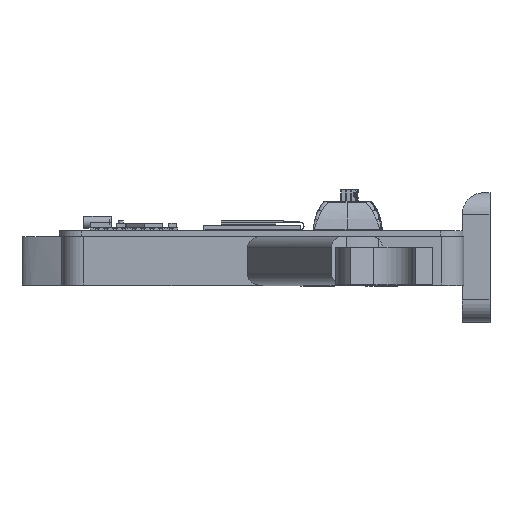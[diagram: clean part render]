
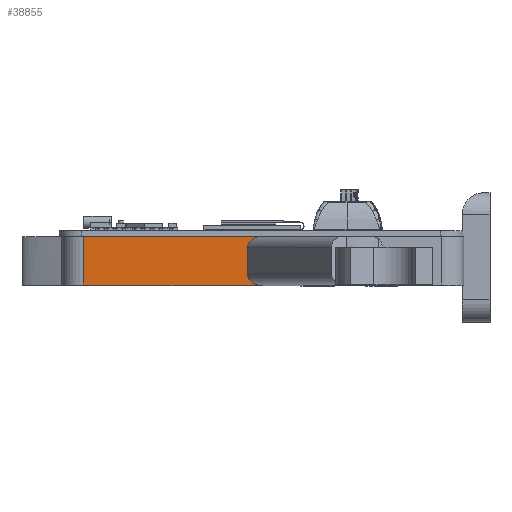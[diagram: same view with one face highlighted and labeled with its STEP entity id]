
A CAD part, top view. The second image highlights one B-rep face of the part: STEP entity #38855.
In plain terms, the highlighted planar face has unit normal (0, 0, 1).
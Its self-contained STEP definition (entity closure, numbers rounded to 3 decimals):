
#293=ELLIPSE('',#43047,3.483,3.);
#295=ELLIPSE('',#43050,3.483,3.);
#2577=PLANE('',#43103);
#4841=FACE_OUTER_BOUND('',#7356,.T.);
#7356=EDGE_LOOP('',(#35481,#35482,#35483,#35484,#35485,#35486));
#10539=LINE('',#74479,#13814);
#10558=LINE('',#74595,#13833);
#10584=LINE('',#74673,#13859);
#10622=LINE('',#74798,#13897);
#13814=VECTOR('',#54037,10.);
#13833=VECTOR('',#54106,10.);
#13859=VECTOR('',#54148,10.);
#13897=VECTOR('',#54272,10.);
#18947=VERTEX_POINT('',#74476);
#18948=VERTEX_POINT('',#74478);
#18980=VERTEX_POINT('',#74581);
#18983=VERTEX_POINT('',#74588);
#18984=VERTEX_POINT('',#74590);
#19016=VERTEX_POINT('',#74671);
#24422=EDGE_CURVE('',#18948,#18947,#10539,.T.);
#24461=EDGE_CURVE('',#18980,#18947,#293,.F.);
#24464=EDGE_CURVE('',#18983,#18984,#295,.F.);
#24467=EDGE_CURVE('',#18980,#18984,#10558,.T.);
#24503=EDGE_CURVE('',#19016,#18983,#10584,.T.);
#24565=EDGE_CURVE('',#18948,#19016,#10622,.T.);
#35481=ORIENTED_EDGE('',*,*,#24565,.F.);
#35482=ORIENTED_EDGE('',*,*,#24422,.T.);
#35483=ORIENTED_EDGE('',*,*,#24461,.F.);
#35484=ORIENTED_EDGE('',*,*,#24467,.T.);
#35485=ORIENTED_EDGE('',*,*,#24464,.F.);
#35486=ORIENTED_EDGE('',*,*,#24503,.F.);
#38855=ADVANCED_FACE('',(#4841),#2577,.T.);
#43047=AXIS2_PLACEMENT_3D('',#74583,#54093,#54094);
#43050=AXIS2_PLACEMENT_3D('',#74591,#54100,#54101);
#43103=AXIS2_PLACEMENT_3D('',#74799,#54273,#54274);
#54037=DIRECTION('',(1.,0.,0.));
#54093=DIRECTION('center_axis',(0.,0.,-1.));
#54094=DIRECTION('ref_axis',(-1.,0.,0.));
#54100=DIRECTION('center_axis',(0.,0.,-1.));
#54101=DIRECTION('ref_axis',(-1.,0.,0.));
#54106=DIRECTION('',(0.,1.,0.));
#54148=DIRECTION('',(1.,0.,0.));
#54272=DIRECTION('',(0.,1.,0.));
#54273=DIRECTION('center_axis',(0.,0.,1.));
#54274=DIRECTION('ref_axis',(1.,0.,0.));
#74476=CARTESIAN_POINT('',(51.949,0.,54.256));
#74478=CARTESIAN_POINT('',(4.36,0.,54.256));
#74479=CARTESIAN_POINT('',(-1.64,0.,54.256));
#74581=CARTESIAN_POINT('',(48.466,3.,54.256));
#74583=CARTESIAN_POINT('Origin',(51.949,3.,54.256));
#74588=CARTESIAN_POINT('',(51.949,13.,54.256));
#74590=CARTESIAN_POINT('',(48.466,10.,54.256));
#74591=CARTESIAN_POINT('Origin',(51.949,10.,54.256));
#74595=CARTESIAN_POINT('',(48.466,0.,54.256));
#74671=CARTESIAN_POINT('',(4.36,13.,54.256));
#74673=CARTESIAN_POINT('',(-1.64,13.,54.256));
#74798=CARTESIAN_POINT('',(4.36,0.,54.256));
#74799=CARTESIAN_POINT('Origin',(-1.64,0.,54.256));
